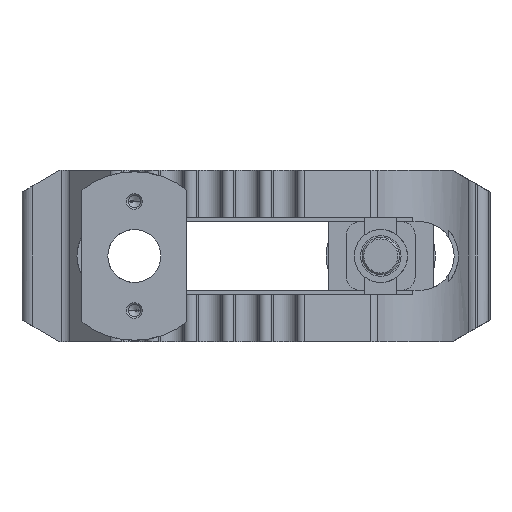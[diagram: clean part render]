
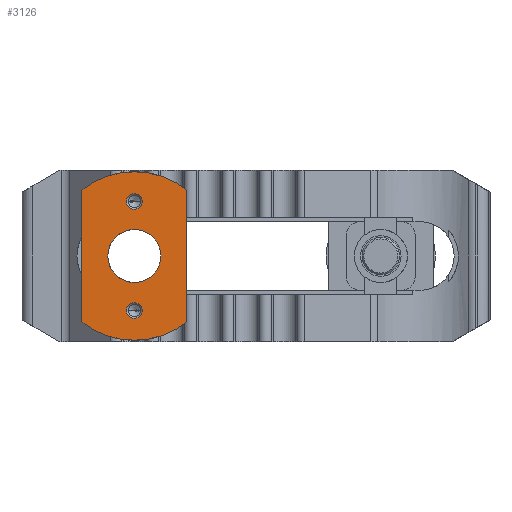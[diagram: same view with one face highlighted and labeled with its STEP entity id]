
A CAD part, front view. The second image highlights one B-rep face of the part: STEP entity #3126.
In plain terms, the highlighted planar face has unit normal (0, -1, 0).
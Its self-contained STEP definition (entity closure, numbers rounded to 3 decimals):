
#1846=VERTEX_POINT('',#5326);
#1872=EDGE_CURVE('',#3002,#4904,#5353,.T.);
#1892=VERTEX_POINT('',#5375);
#2062=VERTEX_POINT('',#5565);
#2064=VERTEX_POINT('',#5567);
#2070=EDGE_CURVE('',#5014,#2064,#5573,.T.);
#2184=EDGE_CURVE('',#2062,#3002,#5696,.T.);
#2602=VERTEX_POINT('',#6164);
#3002=VERTEX_POINT('',#6601);
#3126=ADVANCED_FACE('',(#6739,#6740,#6741,#6742),#6743,.T.);
#3648=VERTEX_POINT('',#7305);
#3780=EDGE_CURVE('',#3648,#4128,#7447,.T.);
#4108=EDGE_CURVE('',#2062,#1846,#7813,.T.);
#4128=VERTEX_POINT('',#7834);
#4442=EDGE_CURVE('',#2602,#1892,#8179,.T.);
#4618=EDGE_CURVE('',#4904,#1846,#8369,.T.);
#4904=VERTEX_POINT('',#8682);
#5014=VERTEX_POINT('',#8808);
#5040=EDGE_CURVE('',#2064,#5014,#8836,.T.);
#5070=EDGE_CURVE('',#1892,#2602,#8869,.T.);
#5172=EDGE_CURVE('',#4128,#3648,#8980,.T.);
#5326=CARTESIAN_POINT('',(-16.8,0.0,-21.137));
#5353=LINE('',#9204,#9205);
#5375=CARTESIAN_POINT('',(-8.5,0.,0.));
#5565=CARTESIAN_POINT('',(-16.8,0.0,21.137));
#5567=CARTESIAN_POINT('',(2.5,0.,-17.5));
#5573=CIRCLE('',#9541,2.5);
#5696=CIRCLE('',#9726,27.0);
#6164=CARTESIAN_POINT('',(8.5,0.0,0.));
#6601=CARTESIAN_POINT('',(16.8,0.0,21.137));
#6739=FACE_BOUND('',#11200,.T.);
#6740=FACE_BOUND('',#11201,.T.);
#6741=FACE_BOUND('',#11202,.T.);
#6742=FACE_OUTER_BOUND('',#11203,.T.);
#6743=PLANE('',#11204);
#7305=CARTESIAN_POINT('',(-2.5,0.,17.5));
#7447=CIRCLE('',#12334,2.5);
#7813=LINE('',#12900,#12901);
#7834=CARTESIAN_POINT('',(2.5,0.0,17.5));
#8179=CIRCLE('',#13565,8.5);
#8369=CIRCLE('',#13871,27.0);
#8682=CARTESIAN_POINT('',(16.8,0.0,-21.137));
#8808=CARTESIAN_POINT('',(-2.5,0.0,-17.5));
#8836=CIRCLE('',#14628,2.5);
#8869=CIRCLE('',#14673,8.5);
#8980=CIRCLE('',#14831,2.5);
#9204=CARTESIAN_POINT('',(16.8,0.0,28.0));
#9205=VECTOR('',#15010,1.0);
#9541=AXIS2_PLACEMENT_3D('',#15259,#15260,#15261);
#9726=AXIS2_PLACEMENT_3D('',#15381,#15382,#15383);
#11200=EDGE_LOOP('',(#16665,#16666));
#11201=EDGE_LOOP('',(#16667,#16668));
#11202=EDGE_LOOP('',(#16669,#16670));
#11203=EDGE_LOOP('',(#16671,#16672,#16673,#16674));
#11204=AXIS2_PLACEMENT_3D('',#16675,#16676,#16677);
#12334=AXIS2_PLACEMENT_3D('',#17416,#17417,#17418);
#12900=CARTESIAN_POINT('',(-16.8,0.0,28.0));
#12901=VECTOR('',#17860,1.0);
#13565=AXIS2_PLACEMENT_3D('',#18287,#18288,#18289);
#13871=AXIS2_PLACEMENT_3D('',#18468,#18469,#18470);
#14628=AXIS2_PLACEMENT_3D('',#19017,#19018,#19019);
#14673=AXIS2_PLACEMENT_3D('',#19058,#19059,#19060);
#14831=AXIS2_PLACEMENT_3D('',#19229,#19230,#19231);
#15010=DIRECTION('',(0.0,0.,-1.0));
#15259=CARTESIAN_POINT('',(0.0,0.0,-17.5));
#15260=DIRECTION('',(0.,1.0,0.));
#15261=DIRECTION('',(-1.0,0.,0.));
#15381=CARTESIAN_POINT('',(0.0,0.0,0.0));
#15382=DIRECTION('',(0.,1.0,0.));
#15383=DIRECTION('',(-1.0,0.,0.));
#16665=ORIENTED_EDGE('',*,*,#2070,.T.);
#16666=ORIENTED_EDGE('',*,*,#5040,.T.);
#16667=ORIENTED_EDGE('',*,*,#5172,.T.);
#16668=ORIENTED_EDGE('',*,*,#3780,.T.);
#16669=ORIENTED_EDGE('',*,*,#4442,.T.);
#16670=ORIENTED_EDGE('',*,*,#5070,.T.);
#16671=ORIENTED_EDGE('',*,*,#2184,.F.);
#16672=ORIENTED_EDGE('',*,*,#4108,.T.);
#16673=ORIENTED_EDGE('',*,*,#4618,.F.);
#16674=ORIENTED_EDGE('',*,*,#1872,.F.);
#16675=CARTESIAN_POINT('',(-16.8,0.0,28.0));
#16676=DIRECTION('',(0.,-1.0,0.));
#16677=DIRECTION('',(-1.0,0.,0.));
#17416=CARTESIAN_POINT('',(0.0,0.0,17.5));
#17417=DIRECTION('',(0.,1.0,0.));
#17418=DIRECTION('',(1.0,0.,0.));
#17860=DIRECTION('',(0.0,0.,-1.0));
#18287=CARTESIAN_POINT('',(0.0,0.0,0.0));
#18288=DIRECTION('',(0.,1.0,0.));
#18289=DIRECTION('',(-1.0,0.,0.));
#18468=CARTESIAN_POINT('',(0.0,0.0,0.0));
#18469=DIRECTION('',(0.,1.0,0.));
#18470=DIRECTION('',(-1.0,0.,0.));
#19017=CARTESIAN_POINT('',(0.0,0.0,-17.5));
#19018=DIRECTION('',(0.,1.0,0.));
#19019=DIRECTION('',(-1.0,0.,0.));
#19058=CARTESIAN_POINT('',(0.0,0.0,0.0));
#19059=DIRECTION('',(0.,1.0,0.));
#19060=DIRECTION('',(-1.0,0.,0.));
#19229=CARTESIAN_POINT('',(0.0,0.0,17.5));
#19230=DIRECTION('',(0.,1.0,0.));
#19231=DIRECTION('',(1.0,0.,0.));
